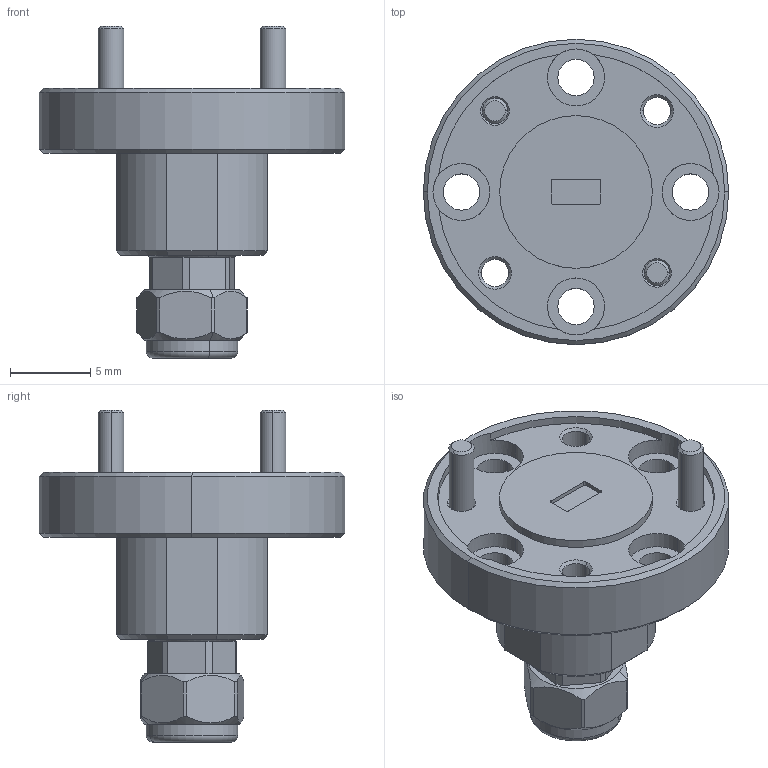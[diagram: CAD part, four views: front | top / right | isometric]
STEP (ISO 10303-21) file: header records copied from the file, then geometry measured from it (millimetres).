
FILE_DESCRIPTION (( 'STEP AP214' ), '1' );
FILE_NAME ('WC-EE-A, Male, Defeatured.STEP', '2023-03-27T17:38:57', ( '' ), ( '' ), 'SwSTEP 2.0', 'SolidWorks 2021', '' );
FILE_SCHEMA (( 'AUTOMOTIVE_DESIGN' ));
Length unit declared in the file: inch
Products named in the file (1): WC-EE-A, Male, Defeatured
Bounding box: 19.05 x 19.05 x 20.71 mm (x, y, z)
Volume: 1621.8 mm3; surface area: 1410 mm2
Topology: 3 solids, 3 shells, 150 faces, 362 edges, 226 vertices
Faces by surface type: plane 60, cylinder 55, cone 31, torus 2, bspline 2
Entity records: 5242 total; most frequent: CARTESIAN_POINT 1558, DIRECTION 803, ORIENTED_EDGE 724, EDGE_CURVE 362, AXIS2_PLACEMENT_3D 318, VERTEX_POINT 226, EDGE_LOOP 174, CIRCLE 169
